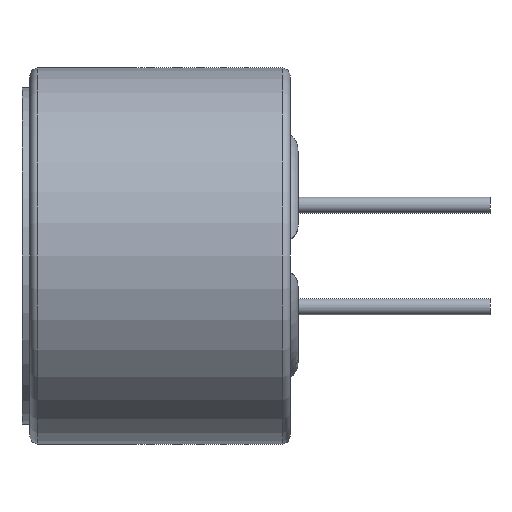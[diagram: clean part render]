
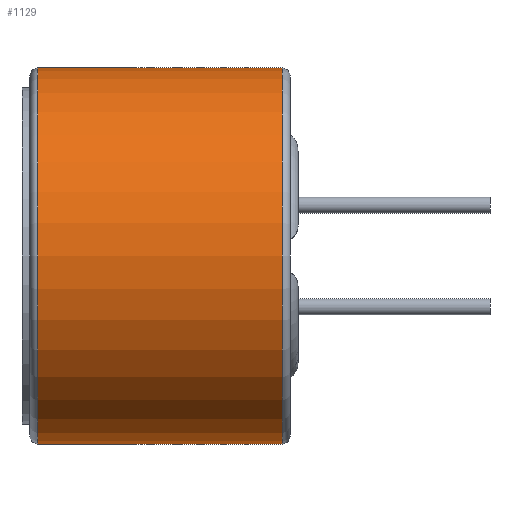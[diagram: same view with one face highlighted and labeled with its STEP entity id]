
A CAD part, left-side view. The second image highlights one B-rep face of the part: STEP entity #1129.
In plain terms, the highlighted cylindrical face has radius 4.7 mm (diameter 9.4 mm), a partial arc.
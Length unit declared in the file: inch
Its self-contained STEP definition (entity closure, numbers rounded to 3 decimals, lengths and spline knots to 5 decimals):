
#97 = DIRECTION ( 'NONE',  ( 0., -1., 0. ) ) ;
#144 = DIRECTION ( 'NONE',  ( 0., 0., 1. ) ) ;
#229 = CARTESIAN_POINT ( 'NONE',  ( 0., 0.00787, -0.18504 ) ) ;
#393 = VERTEX_POINT ( 'NONE', #229 ) ;
#423 = CARTESIAN_POINT ( 'NONE',  ( 0., 0.00787, 0.18504 ) ) ;
#461 = AXIS2_PLACEMENT_3D ( 'NONE', #2510, #788, #2414 ) ;
#495 = LINE ( 'NONE', #907, #1585 ) ;
#649 = CIRCLE ( 'NONE', #461, 0.18504 ) ;
#707 = CARTESIAN_POINT ( 'NONE',  ( 0., 0.25591, 0. ) ) ;
#788 = DIRECTION ( 'NONE',  ( 0., -1., 0. ) ) ;
#853 = AXIS2_PLACEMENT_3D ( 'NONE', #707, #1316, #1722 ) ;
#907 = CARTESIAN_POINT ( 'NONE',  ( 0., 0.25591, -0.18504 ) ) ;
#1129 = ADVANCED_FACE ( 'NONE', ( #1282 ), #1897, .T. ) ;
#1282 = FACE_OUTER_BOUND ( 'NONE', #1814, .T. ) ;
#1312 = ORIENTED_EDGE ( 'NONE', *, *, #1671, .T. ) ;
#1316 = DIRECTION ( 'NONE',  ( 0., -1., 0. ) ) ;
#1420 = VERTEX_POINT ( 'NONE', #1857 ) ;
#1439 = VERTEX_POINT ( 'NONE', #2285 ) ;
#1572 = DIRECTION ( 'NONE',  ( 0., -1., 0. ) ) ;
#1585 = VECTOR ( 'NONE', #97, 39.37008 ) ;
#1596 = EDGE_CURVE ( 'NONE', #393, #1994, #1667, .T. ) ;
#1606 = CARTESIAN_POINT ( 'NONE',  ( 0., 0.00787, 0. ) ) ;
#1667 = CIRCLE ( 'NONE', #1962, 0.18504 ) ;
#1671 = EDGE_CURVE ( 'NONE', #1420, #1439, #649, .T. ) ;
#1722 = DIRECTION ( 'NONE',  ( 0., 0., -1. ) ) ;
#1814 = EDGE_LOOP ( 'NONE', ( #2044, #1312, #1950, #2089 ) ) ;
#1857 = CARTESIAN_POINT ( 'NONE',  ( 0., 0.24803, 0.18504 ) ) ;
#1897 = CYLINDRICAL_SURFACE ( 'NONE', #853, 0.18504 ) ;
#1950 = ORIENTED_EDGE ( 'NONE', *, *, #2569, .T. ) ;
#1962 = AXIS2_PLACEMENT_3D ( 'NONE', #1606, #1984, #144 ) ;
#1984 = DIRECTION ( 'NONE',  ( 0., 1., 0. ) ) ;
#1994 = VERTEX_POINT ( 'NONE', #423 ) ;
#2017 = VECTOR ( 'NONE', #1572, 39.37008 ) ;
#2044 = ORIENTED_EDGE ( 'NONE', *, *, #2233, .F. ) ;
#2089 = ORIENTED_EDGE ( 'NONE', *, *, #1596, .T. ) ;
#2233 = EDGE_CURVE ( 'NONE', #1420, #1994, #2408, .T. ) ;
#2285 = CARTESIAN_POINT ( 'NONE',  ( 0., 0.24803, -0.18504 ) ) ;
#2408 = LINE ( 'NONE', #2579, #2017 ) ;
#2414 = DIRECTION ( 'NONE',  ( 0., 0., 1. ) ) ;
#2510 = CARTESIAN_POINT ( 'NONE',  ( 0., 0.24803, 0. ) ) ;
#2569 = EDGE_CURVE ( 'NONE', #1439, #393, #495, .T. ) ;
#2579 = CARTESIAN_POINT ( 'NONE',  ( 0., 0.25591, 0.18504 ) ) ;
